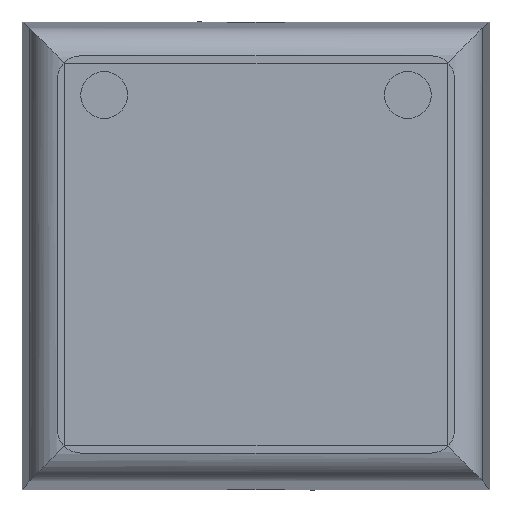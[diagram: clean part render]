
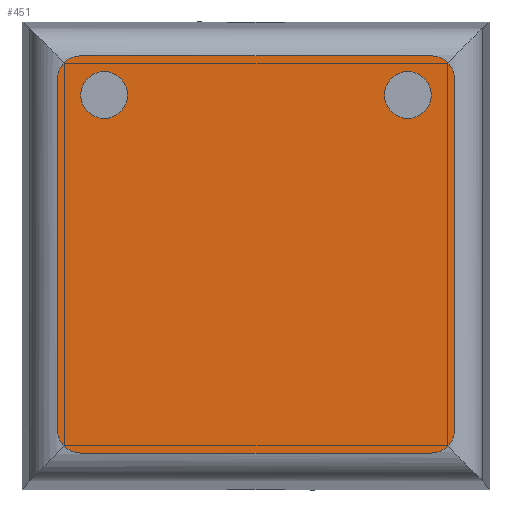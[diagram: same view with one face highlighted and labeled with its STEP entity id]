
A CAD part, top view. The second image highlights one B-rep face of the part: STEP entity #451.
In plain terms, the highlighted planar face has unit normal (0, 0, 1).
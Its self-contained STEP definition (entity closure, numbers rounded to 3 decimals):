
#73=CARTESIAN_POINT('',(17.0,-15.,68.24));
#74=VERTEX_POINT('',#73);
#75=CARTESIAN_POINT('',(15.0,-17.0,68.24));
#76=VERTEX_POINT('',#75);
#77=CARTESIAN_POINT('',(15.,-15.0,68.24));
#78=DIRECTION('',(0.,0.,-1.0));
#79=DIRECTION('',(0.707,-0.707,0.));
#80=AXIS2_PLACEMENT_3D('',#77,#78,#79);
#81=CIRCLE('',#80,2.0);
#82=EDGE_CURVE('',#74,#76,#81,.T.);
#124=CARTESIAN_POINT('',(17.0,15.0,68.24));
#125=VERTEX_POINT('',#124);
#132=CARTESIAN_POINT('',(17.,15.0,68.24));
#133=DIRECTION('',(0.,-1.0,0.));
#134=VECTOR('',#133,30.0);
#135=LINE('',#132,#134);
#136=EDGE_CURVE('',#125,#74,#135,.T.);
#239=CARTESIAN_POINT('',(-15.,-17.0,68.24));
#240=VERTEX_POINT('',#239);
#241=CARTESIAN_POINT('',(-17.0,-15.0,68.24));
#242=VERTEX_POINT('',#241);
#243=CARTESIAN_POINT('',(-15.0,-15.,68.24));
#244=DIRECTION('',(0.,0.,-1.0));
#245=DIRECTION('',(-0.707,-0.707,0.));
#246=AXIS2_PLACEMENT_3D('',#243,#244,#245);
#247=CIRCLE('',#246,2.0);
#248=EDGE_CURVE('',#240,#242,#247,.T.);
#272=CARTESIAN_POINT('',(-17.0,15.,68.24));
#273=VERTEX_POINT('',#272);
#274=CARTESIAN_POINT('',(-17.,-15.0,68.24));
#275=DIRECTION('',(0.,1.0,0.));
#276=VECTOR('',#275,30.0);
#277=LINE('',#274,#276);
#278=EDGE_CURVE('',#242,#273,#277,.T.);
#295=CARTESIAN_POINT('',(-15.0,17.0,68.24));
#296=VERTEX_POINT('',#295);
#297=CARTESIAN_POINT('',(-15.,15.0,68.24));
#298=DIRECTION('',(0.,0.,-1.0));
#299=DIRECTION('',(-0.707,0.707,0.));
#300=AXIS2_PLACEMENT_3D('',#297,#298,#299);
#301=CIRCLE('',#300,2.0);
#302=EDGE_CURVE('',#273,#296,#301,.T.);
#320=CARTESIAN_POINT('',(15.,17.0,68.24));
#321=VERTEX_POINT('',#320);
#322=CARTESIAN_POINT('',(15.0,15.,68.24));
#323=DIRECTION('',(0.,0.,-1.0));
#324=DIRECTION('',(0.707,0.707,0.));
#325=AXIS2_PLACEMENT_3D('',#322,#323,#324);
#326=CIRCLE('',#325,2.0);
#327=EDGE_CURVE('',#321,#125,#326,.T.);
#356=CARTESIAN_POINT('',(-15.0,13.65,68.24));
#357=VERTEX_POINT('',#356);
#358=CARTESIAN_POINT('',(-13.0,13.65,68.24));
#359=DIRECTION('',(0.0,0.,-1.0));
#360=DIRECTION('',(-1.0,0.0,0.0));
#361=AXIS2_PLACEMENT_3D('',#358,#359,#360);
#362=CIRCLE('',#361,2.0);
#363=EDGE_CURVE('',#357,#357,#362,.T.);
#384=CARTESIAN_POINT('',(11.0,13.65,68.24));
#385=VERTEX_POINT('',#384);
#386=CARTESIAN_POINT('',(13.0,13.65,68.24));
#387=DIRECTION('',(0.0,0.,-1.0));
#388=DIRECTION('',(-1.0,0.0,0.0));
#389=AXIS2_PLACEMENT_3D('',#386,#387,#388);
#390=CIRCLE('',#389,2.0);
#391=EDGE_CURVE('',#385,#385,#390,.T.);
#402=CARTESIAN_POINT('',(-15.0,17.,68.24));
#403=DIRECTION('',(1.0,0.0,0.0));
#404=VECTOR('',#403,30.0);
#405=LINE('',#402,#404);
#406=EDGE_CURVE('',#296,#321,#405,.T.);
#419=CARTESIAN_POINT('',(15.0,-17.,68.24));
#420=DIRECTION('',(-1.0,0.0,0.0));
#421=VECTOR('',#420,30.0);
#422=LINE('',#419,#421);
#423=EDGE_CURVE('',#76,#240,#422,.T.);
#430=CARTESIAN_POINT('',(0.,0.,68.24));
#431=DIRECTION('',(0.,0.,1.0));
#432=DIRECTION('',(-1.0,0.0,0.0));
#433=AXIS2_PLACEMENT_3D('',#430,#431,#432);
#434=PLANE('',#433);
#435=ORIENTED_EDGE('',*,*,#82,.F.);
#436=ORIENTED_EDGE('',*,*,#136,.F.);
#437=ORIENTED_EDGE('',*,*,#327,.F.);
#438=ORIENTED_EDGE('',*,*,#406,.F.);
#439=ORIENTED_EDGE('',*,*,#302,.F.);
#440=ORIENTED_EDGE('',*,*,#278,.F.);
#441=ORIENTED_EDGE('',*,*,#248,.F.);
#442=ORIENTED_EDGE('',*,*,#423,.F.);
#443=EDGE_LOOP('',(#435,#436,#437,#438,#439,#440,#441,#442));
#444=FACE_OUTER_BOUND('',#443,.T.);
#445=ORIENTED_EDGE('',*,*,#363,.T.);
#446=EDGE_LOOP('',(#445));
#447=FACE_BOUND('',#446,.T.);
#448=ORIENTED_EDGE('',*,*,#391,.T.);
#449=EDGE_LOOP('',(#448));
#450=FACE_BOUND('',#449,.T.);
#451=ADVANCED_FACE('',(#444,#447,#450),#434,.T.);
